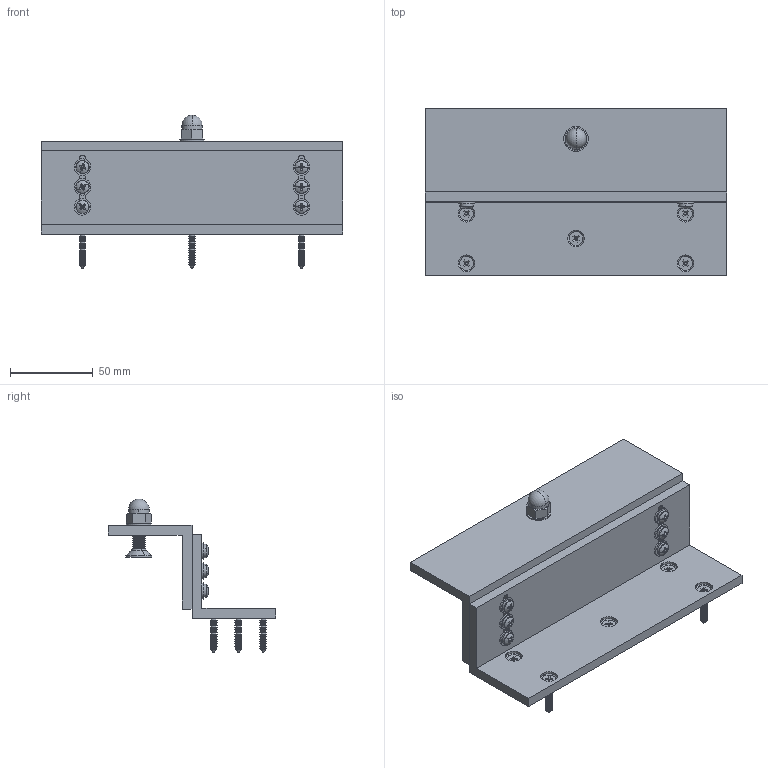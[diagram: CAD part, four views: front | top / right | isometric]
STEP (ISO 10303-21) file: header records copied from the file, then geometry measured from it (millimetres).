
FILE_DESCRIPTION (( 'STEP AP214' ), '1' );
FILE_NAME ('EXT400Z.step', '2021-07-29T14:17:49', ( '' ), ( '' ), 'SwSTEP 2.0', 'SolidWorks 2020', '' );
FILE_SCHEMA (( 'AUTOMOTIVE_DESIGN' ));
Length unit declared in the file: millimetre
Products named in the file (21): ISO 7045 - M4 x 12 - Z --- 12S-7; FP0101-WASHER M4-6; Tapping screw DIN 7982-ST4.2x25-C-H-S-5; Group1; Tapping screw DIN 7982-ST4.2x25-C-H-S-2; EXT400Z; ISO 7045 - M4 x 12 - Z --- 12S-11; FP0101-WASHER M4-5; Tapping screw DIN 7982-ST4.2x25-C-H-S-4; ISO 7045 - M4 x 12 - Z --- 12S-8; EXT400Z-2; FP0101-WASHER M4-2; ISO 7045 - M4 x 12 - Z --- 12S-9; Tapping screw DIN 7982-ST4.2x25-C-H-S-3; iso 7046-1 - m8 x 25 - z --- 25s-1; ISO 7045 - M4 x 12 - Z --- 12S-10; FP0101-WASHER M4-1; FP0101-WASHER M4-4; Tapping screw DIN 7982-ST4.2x25-C-H-S-1; ISO 7045 - M4 x 12 - Z --- 12S-12; FP0101-WASHER M4-3
Assembly tree (20 placements, depth 2):
  EXT400Z
    Group1
    FP0101-WASHER M4-5
    ISO 7045 - M4 x 12 - Z --- 12S-10
    ISO 7045 - M4 x 12 - Z --- 12S-12
    FP0101-WASHER M4-1
    FP0101-WASHER M4-3
    ISO 7045 - M4 x 12 - Z --- 12S-8
    ISO 7045 - M4 x 12 - Z --- 12S-7
    EXT400Z-2
    ISO 7045 - M4 x 12 - Z --- 12S-11
    FP0101-WASHER M4-2
    FP0101-WASHER M4-4
    ISO 7045 - M4 x 12 - Z --- 12S-9
    FP0101-WASHER M4-6
    iso 7046-1 - m8 x 25 - z --- 25s-1
    Tapping screw DIN 7982-ST4.2x25-C-H-S-2
    Tapping screw DIN 7982-ST4.2x25-C-H-S-3
    Tapping screw DIN 7982-ST4.2x25-C-H-S-5
    Tapping screw DIN 7982-ST4.2x25-C-H-S-1
    Tapping screw DIN 7982-ST4.2x25-C-H-S-4
Bounding box: 182 x 101 x 92.7 mm (x, y, z)
Volume: 210483.5 mm3; surface area: 84550.7 mm2
Topology: 20 solids, 20 shells, 1624 faces, 3918 edges, 2325 vertices
Faces by surface type: cone 848, cylinder 476, plane 238, torus 28, bspline 20, sphere 14
Entity records: 48728 total; most frequent: DIRECTION 9108, CARTESIAN_POINT 8588, ORIENTED_EDGE 7784, EDGE_CURVE 3892, AXIS2_PLACEMENT_3D 3709, VERTEX_POINT 2325, CIRCLE 2082, LINE 1690
